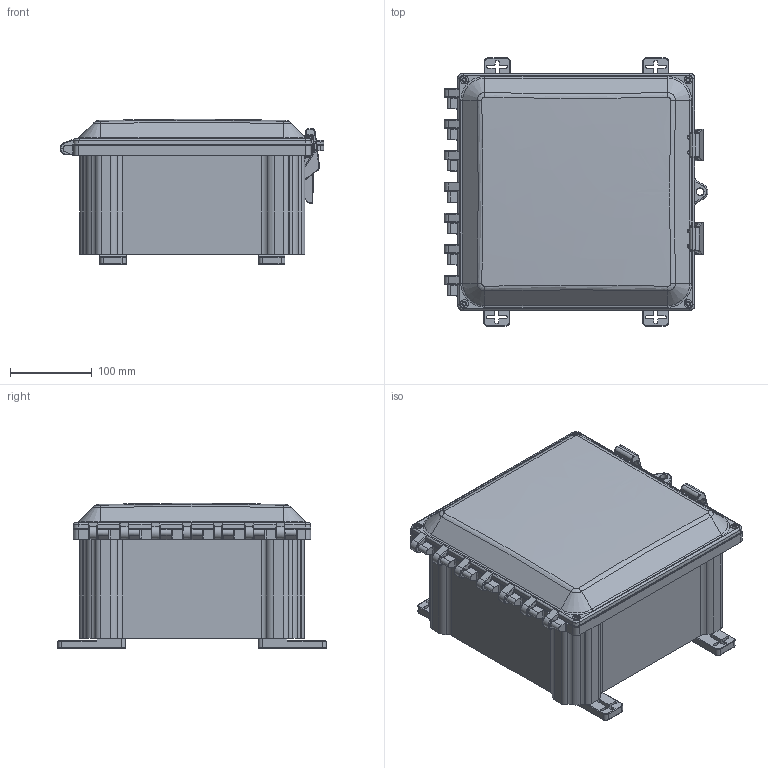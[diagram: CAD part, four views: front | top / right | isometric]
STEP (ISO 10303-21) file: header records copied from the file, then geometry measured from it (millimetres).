
FILE_DESCRIPTION (( 'STEP AP214' ), '1' );
FILE_NAME ('AHWD10106.STEP', '2024-03-05T17:02:51', ( '' ), ( '' ), 'SwSTEP 2.0', 'SolidWorks 2023', '' );
FILE_SCHEMA (( 'AUTOMOTIVE_DESIGN' ));
Length unit declared in the file: inch
Products named in the file (1): AHWD10106
Bounding box: 321.98 x 327.46 x 177.09 mm (x, y, z)
Volume: 1719090.1 mm3; surface area: 807779.3 mm2
Topology: 23 solids, 23 shells, 2025 faces, 5122 edges, 3175 vertices
Faces by surface type: plane 741, cylinder 643, bspline 510, cone 115, torus 16
Full cylindrical faces by diameter (mm): 3.967 x8, 4.76 x11, 4.826 x4, 4.953 x4, 4.976 x4, 5.08 x4, 6.35 x8, 6.731 x4, 7.366 x4, 7.937 x7, 8 x8, 8.319 x7, 9.474 x2, 9.525 x1, 9.906 x4, 10 x4, 11.43 x1, 12.38 x11, 15.88 x4
Entity records: 88637 total; most frequent: CARTESIAN_POINT 46637, ORIENTED_EDGE 9798, DIRECTION 6794, EDGE_CURVE 4899, VERTEX_POINT 3104, VECTOR 2280, LINE 2280, EDGE_LOOP 2279
